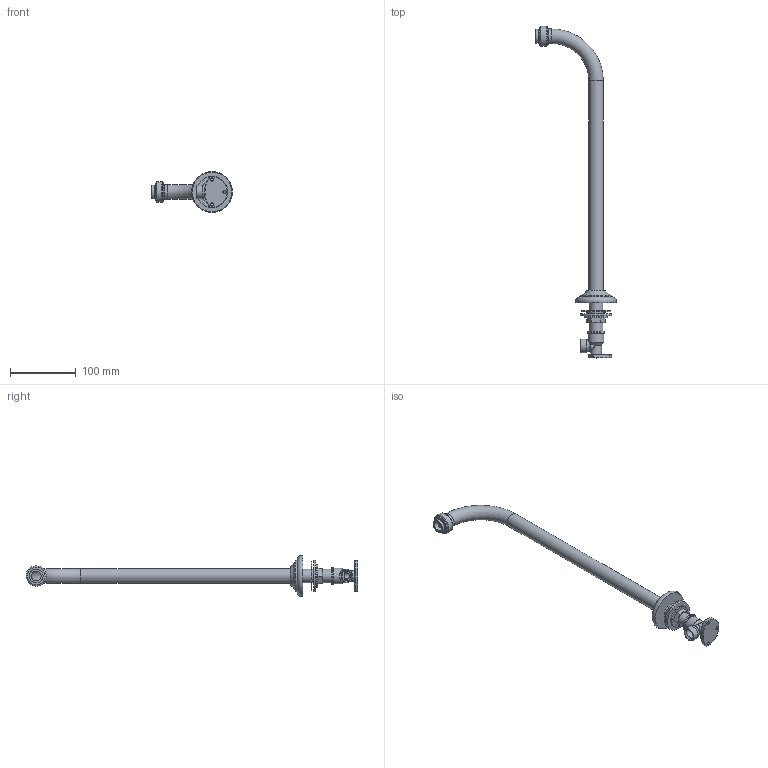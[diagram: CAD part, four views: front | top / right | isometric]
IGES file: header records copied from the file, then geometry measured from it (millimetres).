
Global section: file name: No Iges File Name specified; native system: Autodesk Inventor 2012; preprocessor: AutoDesk Inventor Iges Exporter R2012; author: sbajwa; date: 20130607.105620; units: millimetre
Bounding box: 123 x 505.27 x 62 mm (x, y, z)
Volume: 103726.1 mm3; surface area: 100351.2 mm2
Topology: 11 solids, 11 shells, 160 faces, 312 edges, 185 vertices
Faces by surface type: revolution 46, plane 46, cylinder 26, torus 19, bspline 12, cone 6, sphere 5
Full cylindrical faces by diameter (mm): 16.7 x1, 18 x1, 18.3 x1, 20.955 x2, 20.96 x1, 20.99 x1, 22 x2, 24 x2, 26.44 x1, 27 x1, 27.99 x1, 28.44 x1, 31 x1, 35 x1, 45 x1, 47.5 x1, 48 x1
